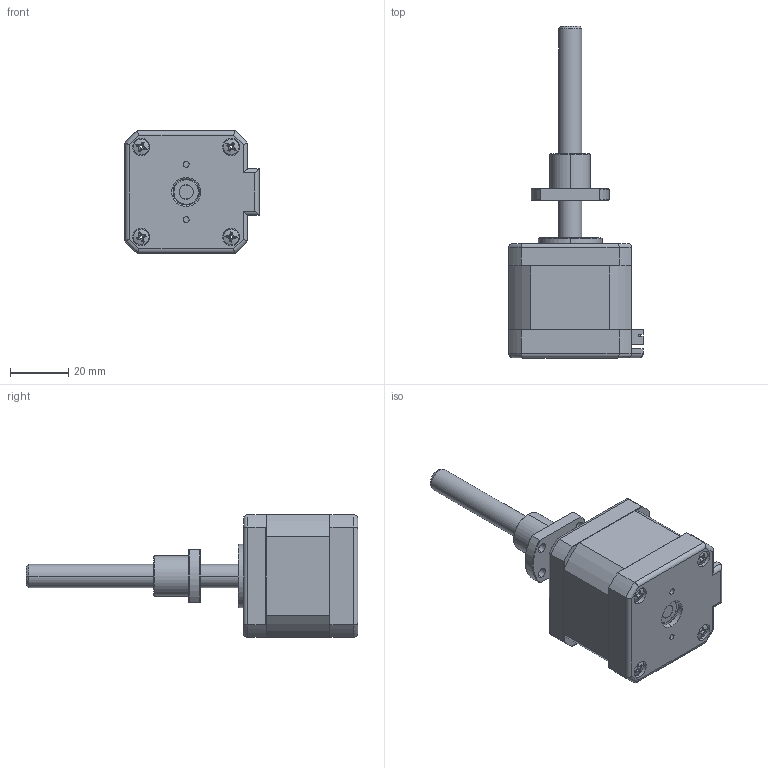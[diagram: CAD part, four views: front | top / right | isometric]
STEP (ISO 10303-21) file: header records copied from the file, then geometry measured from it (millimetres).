
FILE_DESCRIPTION (( 'STEP AP203' ), '1' );
FILE_NAME ('BE172S-B0801-75-AK1-0-200.STEP', '2019-04-11T01:05:43', ( 'Sky123.Org' ), ( 'Sky123.Org' ), 'SwSTEP 2.0', 'SolidWorks 2014', '' );
FILE_SCHEMA (( 'CONFIG_CONTROL_DESIGN' ));
Length unit declared in the file: millimetre
Products named in the file (1): BE172S-B0801-75-AK1-0-200
Bounding box: 46.2 x 114.3 x 42.2 mm (x, y, z)
Surface area: 18813.5 mm2 (no closed solid volume)
Topology: 0 solids, 19 shells, 323 faces, 1025 edges, 720 vertices
Faces by surface type: plane 169, cylinder 80, cone 52, torus 14, sphere 8
Entity records: 12028 total; most frequent: CARTESIAN_POINT 2945, DIRECTION 1825, ORIENTED_EDGE 1772, EDGE_CURVE 1025, VERTEX_POINT 720, AXIS2_PLACEMENT_3D 616, VECTOR 593, LINE 593
